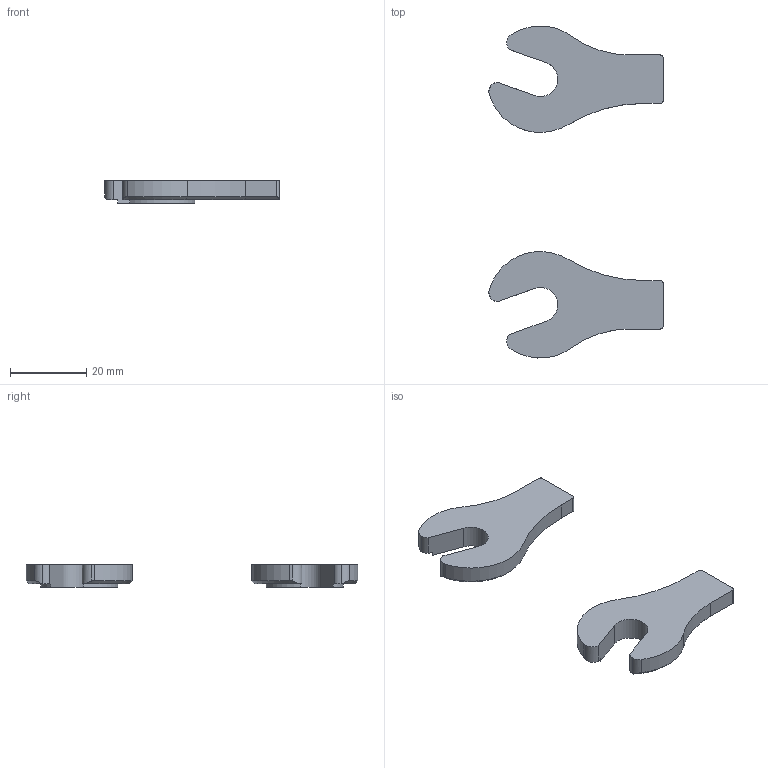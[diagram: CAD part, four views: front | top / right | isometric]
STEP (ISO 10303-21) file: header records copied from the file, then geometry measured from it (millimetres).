
FILE_DESCRIPTION (( 'STEP AP214' ), '1' );
FILE_NAME ('DR0020.STEP', '2014-11-20T19:17:18', ( '' ), ( '' ), 'SwSTEP 2.0', 'SolidWorks 2014', '' );
FILE_SCHEMA (( 'AUTOMOTIVE_DESIGN' ));
Length unit declared in the file: millimetre
Products named in the file (3): DR0020; DR0020L; DR0020R
Assembly tree (2 placements, depth 2):
  DR0020
    DR0020L
    DR0020R
Bounding box: 45.68 x 87.03 x 6 mm (x, y, z)
Volume: 7504.7 mm3; surface area: 4441.5 mm2
Topology: 2 solids, 2 shells, 52 faces, 132 edges, 84 vertices
Faces by surface type: cylinder 24, plane 20, cone 8
Entity records: 1706 total; most frequent: CARTESIAN_POINT 323, DIRECTION 286, ORIENTED_EDGE 264, EDGE_CURVE 132, AXIS2_PLACEMENT_3D 107, VERTEX_POINT 84, VECTOR 72, LINE 72
